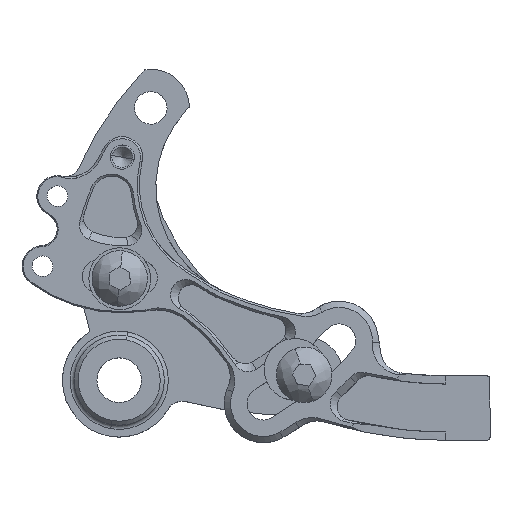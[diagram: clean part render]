
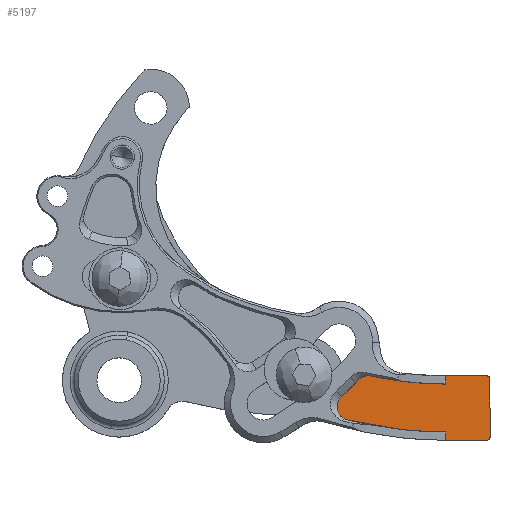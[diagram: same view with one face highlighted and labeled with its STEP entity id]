
A CAD part, top view. The second image highlights one B-rep face of the part: STEP entity #5197.
In plain terms, the highlighted planar face has unit normal (0, 0, 1).
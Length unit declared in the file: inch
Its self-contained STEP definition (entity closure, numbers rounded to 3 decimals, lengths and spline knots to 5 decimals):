
#78 = AXIS2_PLACEMENT_3D ( 'NONE', #5337, #7238, #3521 ) ;
#181 = DIRECTION ( 'NONE',  ( -0.678, 0.735, 0. ) ) ;
#187 = VERTEX_POINT ( 'NONE', #540 ) ;
#494 = CIRCLE ( 'NONE', #2739, 3.48108 ) ;
#511 = DIRECTION ( 'NONE',  ( 1., 0., 0. ) ) ;
#540 = CARTESIAN_POINT ( 'NONE',  ( 4.58186, -0.75233, 0.157 ) ) ;
#663 = ORIENTED_EDGE ( 'NONE', *, *, #7046, .T. ) ;
#768 = EDGE_LOOP ( 'NONE', ( #4586, #5155, #6080, #4158, #5935, #1785, #6211, #663, #7846, #4290, #5995, #5854 ) ) ;
#789 = CARTESIAN_POINT ( 'NONE',  ( 4.5248, -0.10402, 0.157 ) ) ;
#896 = DIRECTION ( 'NONE',  ( 0., 0., -1. ) ) ;
#933 = CARTESIAN_POINT ( 'NONE',  ( 4.63613, -0.81111, 0.157 ) ) ;
#962 = CARTESIAN_POINT ( 'NONE',  ( 4.26639, -0.41072, 0.157 ) ) ;
#1295 = VERTEX_POINT ( 'NONE', #962 ) ;
#1350 = CARTESIAN_POINT ( 'NONE',  ( 2.41235, 2.22772, 0.157 ) ) ;
#1386 = EDGE_CURVE ( 'NONE', #1295, #1519, #2252, .T. ) ;
#1407 = DIRECTION ( 'NONE',  ( 1., 0., 0. ) ) ;
#1519 = VERTEX_POINT ( 'NONE', #1916 ) ;
#1613 = AXIS2_PLACEMENT_3D ( 'NONE', #789, #5094, #1407 ) ;
#1617 = EDGE_CURVE ( 'NONE', #4139, #5256, #7270, .T. ) ;
#1624 = CARTESIAN_POINT ( 'NONE',  ( 4.93015, -0.49875, 0.157 ) ) ;
#1666 = PLANE ( 'NONE',  #78 ) ;
#1775 = VERTEX_POINT ( 'NONE', #933 ) ;
#1785 = ORIENTED_EDGE ( 'NONE', *, *, #3751, .F. ) ;
#1787 = DIRECTION ( 'NONE',  ( -0.735, -0.678, 0. ) ) ;
#1916 = CARTESIAN_POINT ( 'NONE',  ( 4.21211, -0.35194, 0.157 ) ) ;
#2036 = LINE ( 'NONE', #4499, #4915 ) ;
#2136 = AXIS2_PLACEMENT_3D ( 'NONE', #4595, #896, #5204 ) ;
#2167 = VERTEX_POINT ( 'NONE', #7126 ) ;
#2234 = CARTESIAN_POINT ( 'NONE',  ( 2.11413, -2.28935, 0.157 ) ) ;
#2252 = LINE ( 'NONE', #3511, #5339 ) ;
#2255 = CIRCLE ( 'NONE', #4189, 0.12517 ) ;
#2336 = EDGE_CURVE ( 'NONE', #4651, #2167, #2255, .T. ) ;
#2732 = AXIS2_PLACEMENT_3D ( 'NONE', #7918, #4205, #511 ) ;
#2739 = AXIS2_PLACEMENT_3D ( 'NONE', #2872, #7229, #3503 ) ;
#2763 = CARTESIAN_POINT ( 'NONE',  ( 1.9047, 2.1467, 0.157 ) ) ;
#2872 = CARTESIAN_POINT ( 'NONE',  ( 1.9047, 2.1467, 0.157 ) ) ;
#2953 = VERTEX_POINT ( 'NONE', #5112 ) ;
#3073 = CARTESIAN_POINT ( 'NONE',  ( 0.46503, -0.9236, 0.157 ) ) ;
#3118 = LINE ( 'NONE', #1350, #7714 ) ;
#3178 = EDGE_CURVE ( 'NONE', #2167, #1295, #494, .T. ) ;
#3184 = VECTOR ( 'NONE', #1787, 39.37008 ) ;
#3397 = DIRECTION ( 'NONE',  ( 1., 0., 0. ) ) ;
#3489 = DIRECTION ( 'NONE',  ( 0., 0., -1. ) ) ;
#3503 = DIRECTION ( 'NONE',  ( 1., 0., 0. ) ) ;
#3511 = CARTESIAN_POINT ( 'NONE',  ( 2.09798, 1.93741, 0.157 ) ) ;
#3521 = DIRECTION ( 'NONE',  ( 1., 0., 0. ) ) ;
#3591 = CIRCLE ( 'NONE', #4279, 3.94608 ) ;
#3712 = DIRECTION ( 'NONE',  ( 1., 0., 0. ) ) ;
#3751 = EDGE_CURVE ( 'NONE', #1775, #187, #2036, .T. ) ;
#4139 = VERTEX_POINT ( 'NONE', #4310 ) ;
#4158 = ORIENTED_EDGE ( 'NONE', *, *, #4792, .F. ) ;
#4189 = AXIS2_PLACEMENT_3D ( 'NONE', #7211, #3489, #7832 ) ;
#4205 = DIRECTION ( 'NONE',  ( 0., 0., 1. ) ) ;
#4277 = EDGE_CURVE ( 'NONE', #7522, #4139, #3118, .T. ) ;
#4279 = AXIS2_PLACEMENT_3D ( 'NONE', #2763, #7117, #3397 ) ;
#4290 = ORIENTED_EDGE ( 'NONE', *, *, #1617, .T. ) ;
#4310 = CARTESIAN_POINT ( 'NONE',  ( 4.54684, -0.08367, 0.157 ) ) ;
#4499 = CARTESIAN_POINT ( 'NONE',  ( 2.09798, 1.93741, 0.157 ) ) ;
#4586 = ORIENTED_EDGE ( 'NONE', *, *, #3178, .F. ) ;
#4595 = CARTESIAN_POINT ( 'NONE',  ( 3.73624, -1.19911, 0.157 ) ) ;
#4651 = VERTEX_POINT ( 'NONE', #7521 ) ;
#4792 = EDGE_CURVE ( 'NONE', #2953, #5456, #6910, .T. ) ;
#4915 = VECTOR ( 'NONE', #181, 39.37008 ) ;
#5032 = LINE ( 'NONE', #6087, #3184 ) ;
#5048 = DIRECTION ( 'NONE',  ( -0.678, 0.735, 0. ) ) ;
#5094 = DIRECTION ( 'NONE',  ( 0., 0., 1. ) ) ;
#5112 = CARTESIAN_POINT ( 'NONE',  ( 3.80194, -1.31337, 0.157 ) ) ;
#5135 = EDGE_CURVE ( 'NONE', #5256, #1519, #7884, .T. ) ;
#5155 = ORIENTED_EDGE ( 'NONE', *, *, #2336, .F. ) ;
#5197 = ADVANCED_FACE ( 'NONE', ( #6028 ), #1666, .T. ) ;
#5204 = DIRECTION ( 'NONE',  ( 1., 0., 0. ) ) ;
#5256 = VERTEX_POINT ( 'NONE', #6652 ) ;
#5337 = CARTESIAN_POINT ( 'NONE',  ( 0., 0., 0.157 ) ) ;
#5339 = VECTOR ( 'NONE', #7853, 39.37008 ) ;
#5374 = CARTESIAN_POINT ( 'NONE',  ( 4.92847, -0.54114, 0.157 ) ) ;
#5423 = CIRCLE ( 'NONE', #2732, 0.03 ) ;
#5456 = VERTEX_POINT ( 'NONE', #6860 ) ;
#5854 = ORIENTED_EDGE ( 'NONE', *, *, #1386, .F. ) ;
#5931 = DIRECTION ( 'NONE',  ( -0.735, -0.678, 0. ) ) ;
#5935 = ORIENTED_EDGE ( 'NONE', *, *, #6582, .T. ) ;
#5995 = ORIENTED_EDGE ( 'NONE', *, *, #5135, .T. ) ;
#6028 = FACE_OUTER_BOUND ( 'NONE', #768, .T. ) ;
#6080 = ORIENTED_EDGE ( 'NONE', *, *, #7174, .F. ) ;
#6087 = CARTESIAN_POINT ( 'NONE',  ( 2.53816, -2.74851, 0.157 ) ) ;
#6095 = CIRCLE ( 'NONE', #7305, 3.151 ) ;
#6211 = ORIENTED_EDGE ( 'NONE', *, *, #7091, .F. ) ;
#6582 = EDGE_CURVE ( 'NONE', #2953, #187, #3591, .T. ) ;
#6616 = VECTOR ( 'NONE', #5931, 39.37008 ) ;
#6652 = CARTESIAN_POINT ( 'NONE',  ( 4.50445, -0.08198, 0.157 ) ) ;
#6860 = CARTESIAN_POINT ( 'NONE',  ( 3.60491, -1.18805, 0.157 ) ) ;
#6910 = CIRCLE ( 'NONE', #2136, 0.1318 ) ;
#7046 = EDGE_CURVE ( 'NONE', #8003, #7522, #5423, .T. ) ;
#7091 = EDGE_CURVE ( 'NONE', #8003, #1775, #5032, .T. ) ;
#7117 = DIRECTION ( 'NONE',  ( 0., 0., 1. ) ) ;
#7126 = CARTESIAN_POINT ( 'NONE',  ( 3.6844, -0.84506, 0.157 ) ) ;
#7174 = EDGE_CURVE ( 'NONE', #5456, #4651, #6095, .T. ) ;
#7211 = CARTESIAN_POINT ( 'NONE',  ( 3.74103, -0.95668, 0.157 ) ) ;
#7229 = DIRECTION ( 'NONE',  ( 0., 0., 1. ) ) ;
#7238 = DIRECTION ( 'NONE',  ( 0., 0., 1. ) ) ;
#7270 = CIRCLE ( 'NONE', #1613, 0.03 ) ;
#7305 = AXIS2_PLACEMENT_3D ( 'NONE', #3073, #7419, #3712 ) ;
#7419 = DIRECTION ( 'NONE',  ( 0., 0., 1. ) ) ;
#7521 = CARTESIAN_POINT ( 'NONE',  ( 3.61587, -0.95542, 0.157 ) ) ;
#7522 = VERTEX_POINT ( 'NONE', #1624 ) ;
#7714 = VECTOR ( 'NONE', #5048, 39.37008 ) ;
#7832 = DIRECTION ( 'NONE',  ( 1., 0., 0. ) ) ;
#7846 = ORIENTED_EDGE ( 'NONE', *, *, #4277, .T. ) ;
#7853 = DIRECTION ( 'NONE',  ( -0.678, 0.735, 0. ) ) ;
#7884 = LINE ( 'NONE', #2234, #6616 ) ;
#7918 = CARTESIAN_POINT ( 'NONE',  ( 4.90811, -0.5191, 0.157 ) ) ;
#8003 = VERTEX_POINT ( 'NONE', #5374 ) ;
